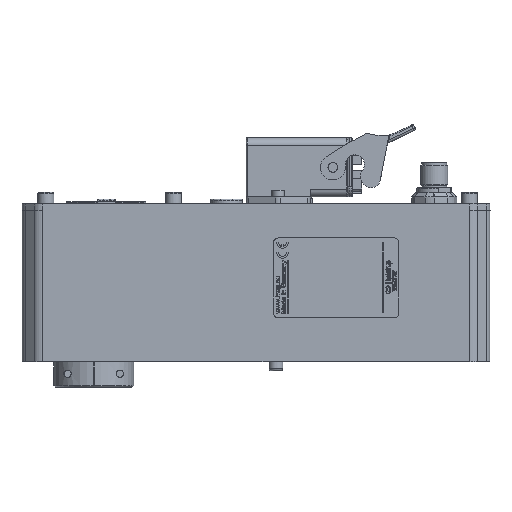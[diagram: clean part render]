
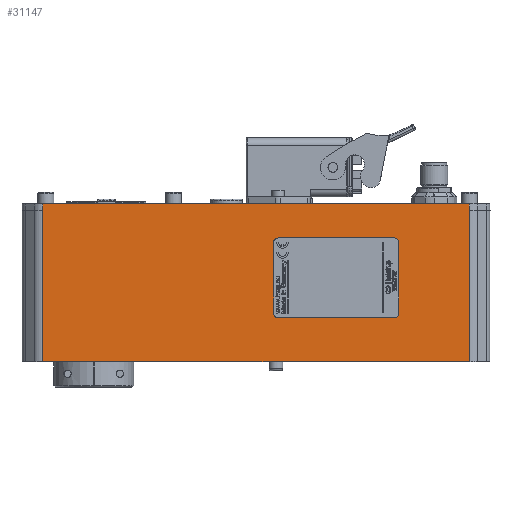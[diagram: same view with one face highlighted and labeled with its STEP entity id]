
A CAD part, front view. The second image highlights one B-rep face of the part: STEP entity #31147.
In plain terms, the highlighted planar face has unit normal (0, -1, 0).
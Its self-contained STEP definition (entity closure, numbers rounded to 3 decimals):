
#186=FACE_BOUND('',#9497,.T.);
#574=PLANE('',#33428);
#1279=LINE('',#41685,#4088);
#1285=LINE('',#41710,#4094);
#2074=LINE('',#44918,#4883);
#2086=LINE('',#44952,#4895);
#2121=LINE('',#45542,#4930);
#2141=LINE('',#45617,#4950);
#2150=LINE('',#45642,#4959);
#2151=LINE('',#45644,#4960);
#2152=LINE('',#45647,#4961);
#2153=LINE('',#45651,#4962);
#2154=LINE('',#45655,#4963);
#2155=LINE('',#45659,#4964);
#4088=VECTOR('',#34611,10.);
#4094=VECTOR('',#34631,10.);
#4883=VECTOR('',#37232,10.);
#4895=VECTOR('',#37268,10.);
#4930=VECTOR('',#37507,10.);
#4950=VECTOR('',#37587,10.);
#4959=VECTOR('',#37616,10.);
#4960=VECTOR('',#37619,10.);
#4961=VECTOR('',#37620,10.);
#4962=VECTOR('',#37623,10.);
#4963=VECTOR('',#37626,10.);
#4964=VECTOR('',#37629,10.);
#7790=FACE_OUTER_BOUND('',#9496,.T.);
#9496=EDGE_LOOP('',(#22988,#22989,#22990,#22991,#22992,#22993,#22994,#22995));
#9497=EDGE_LOOP('',(#22996,#22997,#22998,#22999,#23000,#23001,#23002,#23003));
#12084=CIRCLE('',#33429,2.);
#12085=CIRCLE('',#33430,2.);
#12086=CIRCLE('',#33431,2.);
#12087=CIRCLE('',#33432,2.);
#12289=VERTEX_POINT('',#41681);
#12291=VERTEX_POINT('',#41684);
#12302=VERTEX_POINT('',#41707);
#12303=VERTEX_POINT('',#41709);
#13163=VERTEX_POINT('',#44916);
#13173=VERTEX_POINT('',#44950);
#13267=VERTEX_POINT('',#45616);
#13273=VERTEX_POINT('',#45640);
#13274=VERTEX_POINT('',#45645);
#13275=VERTEX_POINT('',#45646);
#13276=VERTEX_POINT('',#45648);
#13277=VERTEX_POINT('',#45650);
#13278=VERTEX_POINT('',#45652);
#13279=VERTEX_POINT('',#45654);
#13280=VERTEX_POINT('',#45656);
#13281=VERTEX_POINT('',#45658);
#15278=EDGE_CURVE('',#12289,#12291,#1279,.T.);
#15290=EDGE_CURVE('',#12302,#12303,#1285,.T.);
#16623=EDGE_CURVE('',#12303,#13163,#2074,.T.);
#16640=EDGE_CURVE('',#13173,#12289,#2086,.T.);
#16774=EDGE_CURVE('',#13173,#13163,#2121,.T.);
#16810=EDGE_CURVE('',#12291,#13267,#2141,.T.);
#16823=EDGE_CURVE('',#13273,#12302,#2150,.T.);
#16824=EDGE_CURVE('',#13267,#13273,#2151,.T.);
#16825=EDGE_CURVE('',#13274,#13275,#2152,.T.);
#16826=EDGE_CURVE('',#13276,#13274,#12084,.T.);
#16827=EDGE_CURVE('',#13277,#13276,#2153,.T.);
#16828=EDGE_CURVE('',#13278,#13277,#12085,.T.);
#16829=EDGE_CURVE('',#13279,#13278,#2154,.T.);
#16830=EDGE_CURVE('',#13280,#13279,#12086,.T.);
#16831=EDGE_CURVE('',#13281,#13280,#2155,.T.);
#16832=EDGE_CURVE('',#13275,#13281,#12087,.T.);
#22988=ORIENTED_EDGE('',*,*,#16823,.F.);
#22989=ORIENTED_EDGE('',*,*,#16824,.F.);
#22990=ORIENTED_EDGE('',*,*,#16810,.F.);
#22991=ORIENTED_EDGE('',*,*,#15278,.F.);
#22992=ORIENTED_EDGE('',*,*,#16640,.F.);
#22993=ORIENTED_EDGE('',*,*,#16774,.T.);
#22994=ORIENTED_EDGE('',*,*,#16623,.F.);
#22995=ORIENTED_EDGE('',*,*,#15290,.F.);
#22996=ORIENTED_EDGE('',*,*,#16825,.F.);
#22997=ORIENTED_EDGE('',*,*,#16826,.F.);
#22998=ORIENTED_EDGE('',*,*,#16827,.F.);
#22999=ORIENTED_EDGE('',*,*,#16828,.F.);
#23000=ORIENTED_EDGE('',*,*,#16829,.F.);
#23001=ORIENTED_EDGE('',*,*,#16830,.F.);
#23002=ORIENTED_EDGE('',*,*,#16831,.F.);
#23003=ORIENTED_EDGE('',*,*,#16832,.F.);
#31147=ADVANCED_FACE('',(#7790,#186),#574,.T.);
#33428=AXIS2_PLACEMENT_3D('',#45643,#37617,#37618);
#33429=AXIS2_PLACEMENT_3D('',#45649,#37621,#37622);
#33430=AXIS2_PLACEMENT_3D('',#45653,#37624,#37625);
#33431=AXIS2_PLACEMENT_3D('',#45657,#37627,#37628);
#33432=AXIS2_PLACEMENT_3D('',#45660,#37630,#37631);
#34611=DIRECTION('',(1.,0.,0.));
#34631=DIRECTION('',(1.,0.,0.));
#37232=DIRECTION('',(0.,0.,1.));
#37268=DIRECTION('',(0.,0.,-1.));
#37507=DIRECTION('',(-1.,0.,0.));
#37587=DIRECTION('',(0.,0.,-1.));
#37616=DIRECTION('',(0.,0.,1.));
#37617=DIRECTION('center_axis',(0.,-1.,
0.));
#37618=DIRECTION('ref_axis',(-1.,0.,0.));
#37619=DIRECTION('',(-1.,0.,0.));
#37620=DIRECTION('',(0.,0.,-1.));
#37621=DIRECTION('center_axis',(0.,-1.,
0.));
#37622=DIRECTION('ref_axis',(0.,0.,
1.));
#37623=DIRECTION('',(-1.,0.,0.));
#37624=DIRECTION('center_axis',(0.,-1.,
0.));
#37625=DIRECTION('ref_axis',(1.,0.,0.));
#37626=DIRECTION('',(0.,0.,1.));
#37627=DIRECTION('center_axis',(0.,-1.,
0.));
#37628=DIRECTION('ref_axis',(0.,0.,
-1.));
#37629=DIRECTION('',(1.,0.,0.));
#37630=DIRECTION('center_axis',(0.,-1.,
0.));
#37631=DIRECTION('ref_axis',(-1.,0.,0.));
#41681=CARTESIAN_POINT('',(27.366,-108.043,-30.649));
#41684=CARTESIAN_POINT('',(27.466,-108.043,-30.649));
#41685=CARTESIAN_POINT('',(-168.963,-108.019,-30.649));
#41707=CARTESIAN_POINT('',(-159.892,-108.02,-30.649));
#41709=CARTESIAN_POINT('',(-159.792,-108.02,-30.649));
#41710=CARTESIAN_POINT('',(-168.963,-108.019,-30.649));
#44916=CARTESIAN_POINT('',(-159.792,-108.02,-27.649));
#44918=CARTESIAN_POINT('',(-159.792,-108.02,-27.649));
#44950=CARTESIAN_POINT('',(27.366,-108.043,-27.649));
#44952=CARTESIAN_POINT('',(27.366,-108.043,-27.649));
#45542=CARTESIAN_POINT('',(36.537,-108.044,-27.649));
#45616=CARTESIAN_POINT('',(27.466,-108.043,-97.049));
#45617=CARTESIAN_POINT('',(27.466,-108.043,-90.049));
#45640=CARTESIAN_POINT('',(-159.892,-108.02,-97.049));
#45642=CARTESIAN_POINT('',(-159.892,-108.02,-90.049));
#45643=CARTESIAN_POINT('Origin',(36.537,-108.044,-90.049));
#45644=CARTESIAN_POINT('',(-19.374,-108.037,-97.049));
#45645=CARTESIAN_POINT('',(-58.463,-108.032,-44.649));
#45646=CARTESIAN_POINT('',(-58.463,-108.032,-75.649));
#45647=CARTESIAN_POINT('',(-58.463,-108.032,-44.649));
#45648=CARTESIAN_POINT('',(-56.463,-108.033,-42.649));
#45649=CARTESIAN_POINT('Origin',(-56.463,-108.033,-44.649));
#45650=CARTESIAN_POINT('',(-5.463,-108.039,-42.649));
#45651=CARTESIAN_POINT('',(-5.463,-108.039,-42.649));
#45652=CARTESIAN_POINT('',(-3.463,-108.039,-44.649));
#45653=CARTESIAN_POINT('Origin',(-5.463,-108.039,-44.649));
#45654=CARTESIAN_POINT('',(-3.463,-108.039,-75.649));
#45655=CARTESIAN_POINT('',(-3.463,-108.039,-75.649));
#45656=CARTESIAN_POINT('',(-5.463,-108.039,-77.649));
#45657=CARTESIAN_POINT('Origin',(-5.463,-108.039,-75.649));
#45658=CARTESIAN_POINT('',(-56.463,-108.033,-77.649));
#45659=CARTESIAN_POINT('',(-56.463,-108.033,-77.649));
#45660=CARTESIAN_POINT('Origin',(-56.463,-108.033,-75.649));
